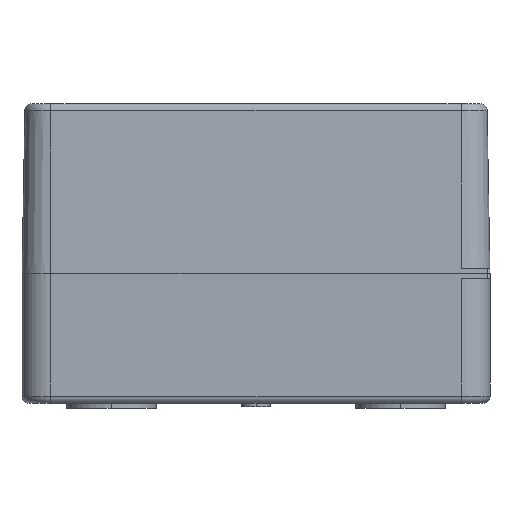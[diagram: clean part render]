
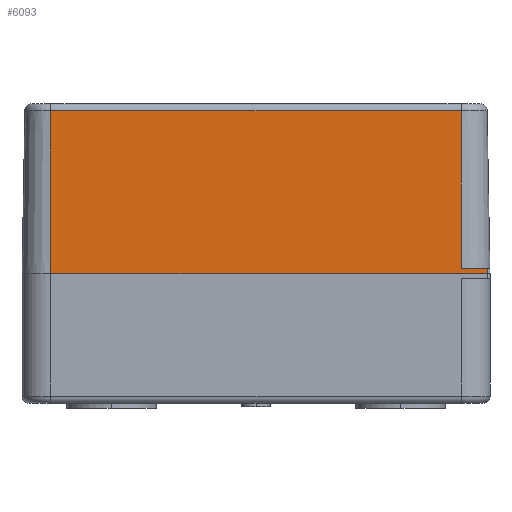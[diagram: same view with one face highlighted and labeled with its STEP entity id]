
A CAD part, front view. The second image highlights one B-rep face of the part: STEP entity #6093.
In plain terms, the highlighted planar face has unit normal (0, -1, 0.018).
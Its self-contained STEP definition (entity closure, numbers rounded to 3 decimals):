
#4517=DIRECTION('',(-1.,0.,0.));
#4518=VECTOR('',#4517,114.);
#4519=CARTESIAN_POINT('',(57.,-21.46,45.235));
#4520=LINE('',#4519,#4518);
#4530=DIRECTION('',(-1.,0.,0.));
#4531=VECTOR('',#4530,121.3);
#4532=CARTESIAN_POINT('',(64.3,-22.25,0.));
#4533=LINE('',#4532,#4531);
#4534=DIRECTION('',(0.,0.017,1.));
#4535=VECTOR('',#4534,45.242);
#4536=CARTESIAN_POINT('',(-57.,-22.25,0.));
#4537=LINE('',#4536,#4535);
#4548=DIRECTION('',(0.,0.017,1.));
#4549=VECTOR('',#4548,43.742);
#4550=CARTESIAN_POINT('',(57.,-22.224,1.5));
#4551=LINE('',#4550,#4549);
#5367=DIRECTION('',(1.,0.,0.));
#5368=VECTOR('',#5367,7.3);
#5369=CARTESIAN_POINT('',(57.,-22.224,1.5));
#5370=LINE('',#5369,#5368);
#5483=DIRECTION('',(0.,0.017,1.));
#5484=VECTOR('',#5483,1.5);
#5485=CARTESIAN_POINT('',(64.3,-22.25,0.));
#5486=LINE('',#5485,#5484);
#5859=CARTESIAN_POINT('',(-57.,-22.25,0.));
#5861=VERTEX_POINT('',#5859);
#5863=CARTESIAN_POINT('',(64.3,-22.25,0.));
#5865=VERTEX_POINT('',#5863);
#5871=CARTESIAN_POINT('',(64.3,-22.224,1.5));
#5873=VERTEX_POINT('',#5871);
#5879=CARTESIAN_POINT('',(57.,-22.224,1.5));
#5881=VERTEX_POINT('',#5879);
#5908=CARTESIAN_POINT('',(-57.,-21.46,45.235));
#5910=VERTEX_POINT('',#5908);
#5923=CARTESIAN_POINT('',(57.,-21.46,45.235));
#5925=VERTEX_POINT('',#5923);
#6075=CARTESIAN_POINT('',(-59.2,-22.25,0.));
#6076=DIRECTION('',(0.,-1.,0.017));
#6077=DIRECTION('',(-1.,0.,0.));
#6078=AXIS2_PLACEMENT_3D('',#6075,#6076,#6077);
#6079=PLANE('',#6078);
#6080=ORIENTED_EDGE('',*,*,#6059,.F.);
#6082=ORIENTED_EDGE('',*,*,#6081,.F.);
#6084=ORIENTED_EDGE('',*,*,#6083,.T.);
#6086=ORIENTED_EDGE('',*,*,#6085,.F.);
#6088=ORIENTED_EDGE('',*,*,#6087,.T.);
#6090=ORIENTED_EDGE('',*,*,#6089,.T.);
#6091=EDGE_LOOP('',(#6080,#6082,#6084,#6086,#6088,#6090));
#6092=FACE_OUTER_BOUND('',#6091,.F.);
#6093=ADVANCED_FACE('',(#6092),#6079,.T.);
#6059=EDGE_CURVE('',#5925,#5910,#4520,.T.);
#6081=EDGE_CURVE('',#5881,#5925,#4551,.T.);
#6083=EDGE_CURVE('',#5881,#5873,#5370,.T.);
#6085=EDGE_CURVE('',#5865,#5873,#5486,.T.);
#6087=EDGE_CURVE('',#5865,#5861,#4533,.T.);
#6089=EDGE_CURVE('',#5861,#5910,#4537,.T.);
